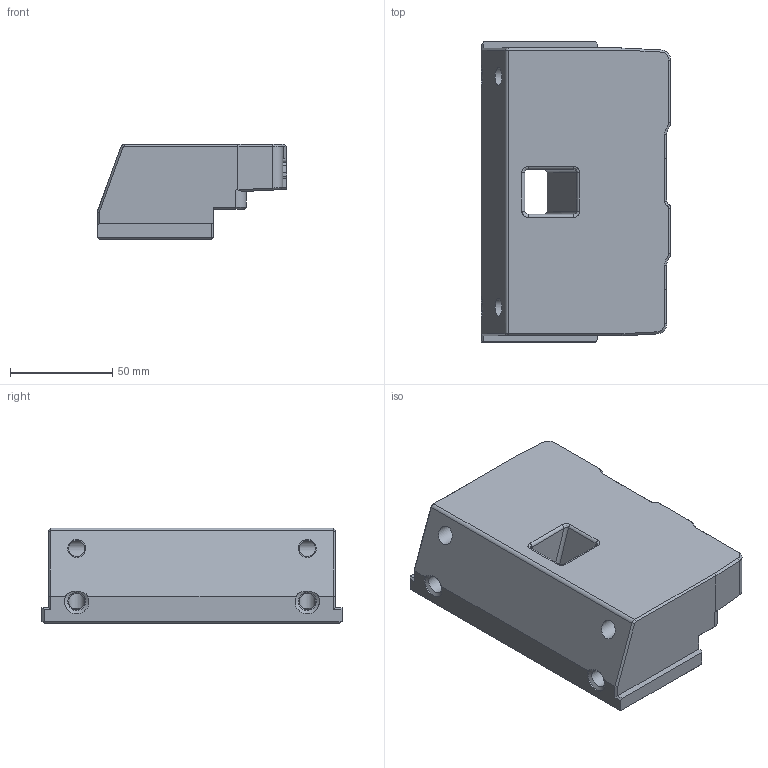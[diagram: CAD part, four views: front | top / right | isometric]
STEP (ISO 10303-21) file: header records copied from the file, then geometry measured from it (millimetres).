
FILE_DESCRIPTION(/* description */ (''),/* implementation_level */ '2;1');
FILE_NAME(/* name */ 'SLIDER INSERTI 2 QTY T0588-01.stp',/* time_stamp */ '2025-02-04T16:35:25+05:00',/* author */ (''),/* organization */ (''),/* preprocessor_version */ 'ST-DEVELOPER v16',/* originating_system */ 'SIEMENS PLM Software NX 11.0',/* authorisation */ '');
FILE_SCHEMA (('AUTOMOTIVE_DESIGN { 1 0 10303 214 3 1 1 1 }'));
Length unit declared in the file: millimetre
Products named in the file (1): desi73F4ABE25ml0
Bounding box: 92.92 x 147.01 x 47 mm (x, y, z)
Volume: 426139.6 mm3; surface area: 57730 mm2
Topology: 1 solids, 1 shells, 274 faces, 739 edges, 467 vertices
Faces by surface type: plane 139, cylinder 85, bspline 34, cone 16
Full cylindrical faces by diameter (mm): 2.114 x2, 2.214 x2, 3.12 x2, 3.321 x2, 8 x7, 8.8 x7
Entity records: 10637 total; most frequent: CARTESIAN_POINT 3077, ORIENTED_EDGE 1370, DIRECTION 1242, EDGE_CURVE 685, VERTEX_POINT 447, AXIS2_PLACEMENT_3D 426, LINE 390, VECTOR 390
